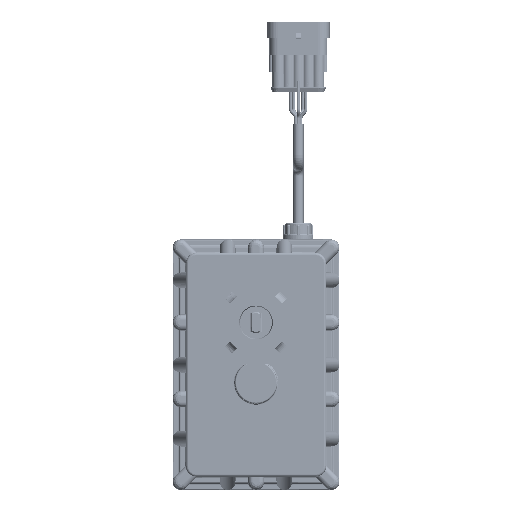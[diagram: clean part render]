
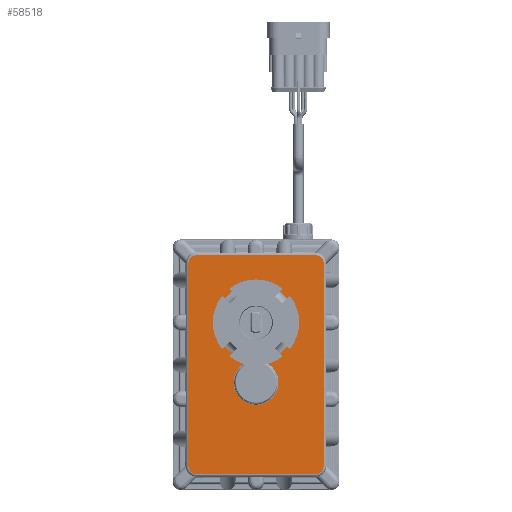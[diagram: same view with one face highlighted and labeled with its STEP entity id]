
A CAD part, front view. The second image highlights one B-rep face of the part: STEP entity #58518.
In plain terms, the highlighted planar face has unit normal (0, -1, 0).
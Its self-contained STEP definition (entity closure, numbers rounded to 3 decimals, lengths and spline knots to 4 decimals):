
#1048=FACE_BOUND('',#8455,.T.);
#2856=PLANE('',#62961);
#4977=FACE_OUTER_BOUND('',#8454,.T.);
#8454=EDGE_LOOP('',(#40907,#40908,#40909,#40910,#40911,#40912,#40913,#40914));
#8455=EDGE_LOOP('',(#40915,#40916));
#12220=LINE('',#89561,#17239);
#12221=LINE('',#89565,#17240);
#12222=LINE('',#89569,#17241);
#12223=LINE('',#89572,#17242);
#17239=VECTOR('',#69707,0.3937);
#17240=VECTOR('',#69710,0.3937);
#17241=VECTOR('',#69713,0.3937);
#17242=VECTOR('',#69716,0.3937);
#22335=CIRCLE('',#62945,0.9273);
#22345=CIRCLE('',#62960,0.53);
#22346=CIRCLE('',#62962,0.19);
#22347=CIRCLE('',#62963,0.19);
#22348=CIRCLE('',#62964,0.19);
#22349=CIRCLE('',#62965,0.19);
#25160=VERTEX_POINT('',#89479);
#25161=VERTEX_POINT('',#89485);
#25168=VERTEX_POINT('',#89557);
#25169=VERTEX_POINT('',#89558);
#25170=VERTEX_POINT('',#89560);
#25171=VERTEX_POINT('',#89562);
#25172=VERTEX_POINT('',#89564);
#25173=VERTEX_POINT('',#89566);
#25174=VERTEX_POINT('',#89568);
#25175=VERTEX_POINT('',#89570);
#31236=EDGE_CURVE('',#25160,#25161,#22335,.T.);
#31249=EDGE_CURVE('',#25161,#25160,#22345,.T.);
#31250=EDGE_CURVE('',#25168,#25169,#22346,.T.);
#31251=EDGE_CURVE('',#25170,#25168,#12220,.T.);
#31252=EDGE_CURVE('',#25171,#25170,#22347,.T.);
#31253=EDGE_CURVE('',#25172,#25171,#12221,.T.);
#31254=EDGE_CURVE('',#25173,#25172,#22348,.T.);
#31255=EDGE_CURVE('',#25174,#25173,#12222,.T.);
#31256=EDGE_CURVE('',#25175,#25174,#22349,.T.);
#31257=EDGE_CURVE('',#25169,#25175,#12223,.T.);
#40907=ORIENTED_EDGE('',*,*,#31250,.F.);
#40908=ORIENTED_EDGE('',*,*,#31251,.F.);
#40909=ORIENTED_EDGE('',*,*,#31252,.F.);
#40910=ORIENTED_EDGE('',*,*,#31253,.F.);
#40911=ORIENTED_EDGE('',*,*,#31254,.F.);
#40912=ORIENTED_EDGE('',*,*,#31255,.F.);
#40913=ORIENTED_EDGE('',*,*,#31256,.F.);
#40914=ORIENTED_EDGE('',*,*,#31257,.F.);
#40915=ORIENTED_EDGE('',*,*,#31249,.F.);
#40916=ORIENTED_EDGE('',*,*,#31236,.F.);
#58518=ADVANCED_FACE('',(#4977,#1048),#2856,.F.);
#62945=AXIS2_PLACEMENT_3D('',#89486,#69670,#69671);
#62960=AXIS2_PLACEMENT_3D('',#89519,#69701,#69702);
#62961=AXIS2_PLACEMENT_3D('',#89556,#69703,#69704);
#62962=AXIS2_PLACEMENT_3D('',#89559,#69705,#69706);
#62963=AXIS2_PLACEMENT_3D('',#89563,#69708,#69709);
#62964=AXIS2_PLACEMENT_3D('',#89567,#69711,#69712);
#62965=AXIS2_PLACEMENT_3D('',#89571,#69714,#69715);
#69670=DIRECTION('center_axis',(0.,-1.,0.));
#69671=DIRECTION('ref_axis',(0.,0.,-1.));
#69701=DIRECTION('center_axis',(0.,-1.,0.));
#69702=DIRECTION('ref_axis',(0.,0.,-1.));
#69703=DIRECTION('center_axis',(0.,1.,0.));
#69704=DIRECTION('ref_axis',(0.,0.,1.));
#69705=DIRECTION('center_axis',(0.,1.,0.));
#69706=DIRECTION('ref_axis',(-0.707,0.,0.707));
#69707=DIRECTION('',(0.,0.,1.));
#69708=DIRECTION('center_axis',(0.,1.,0.));
#69709=DIRECTION('ref_axis',(-0.707,0.,-0.707));
#69710=DIRECTION('',(-1.,0.,0.));
#69711=DIRECTION('center_axis',(0.,1.,0.));
#69712=DIRECTION('ref_axis',(0.707,0.,-0.707));
#69713=DIRECTION('',(0.,0.,-1.));
#69714=DIRECTION('center_axis',(0.,1.,0.));
#69715=DIRECTION('ref_axis',(0.707,0.,0.707));
#69716=DIRECTION('',(1.,0.,0.));
#89479=CARTESIAN_POINT('',(0.1572,0.,-0.9138));
#89485=CARTESIAN_POINT('',(-0.1572,0.,-0.9138));
#89486=CARTESIAN_POINT('Origin',(0.,0.,0.));
#89519=CARTESIAN_POINT('Origin',(0.,0.,-1.42));
#89556=CARTESIAN_POINT('Origin',(0.,0.,-1.));
#89557=CARTESIAN_POINT('',(-1.6,0.,1.4));
#89558=CARTESIAN_POINT('',(-1.41,0.,1.59));
#89559=CARTESIAN_POINT('Origin',(-1.41,0.,1.4));
#89560=CARTESIAN_POINT('',(-1.6,0.,-3.4));
#89561=CARTESIAN_POINT('',(-1.6,0.,0.2));
#89562=CARTESIAN_POINT('',(-1.41,0.,-3.59));
#89563=CARTESIAN_POINT('Origin',(-1.41,0.,-3.4));
#89564=CARTESIAN_POINT('',(1.41,0.,-3.59));
#89565=CARTESIAN_POINT('',(-0.705,0.,-3.59));
#89566=CARTESIAN_POINT('',(1.6,0.,-3.4));
#89567=CARTESIAN_POINT('Origin',(1.41,0.,-3.4));
#89568=CARTESIAN_POINT('',(1.6,0.,1.4));
#89569=CARTESIAN_POINT('',(1.6,0.,-2.2));
#89570=CARTESIAN_POINT('',(1.41,0.,1.59));
#89571=CARTESIAN_POINT('Origin',(1.41,0.,1.4));
#89572=CARTESIAN_POINT('',(0.705,0.,1.59));
